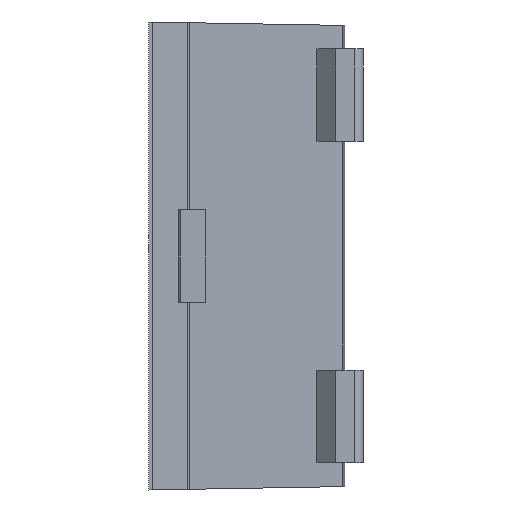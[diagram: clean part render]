
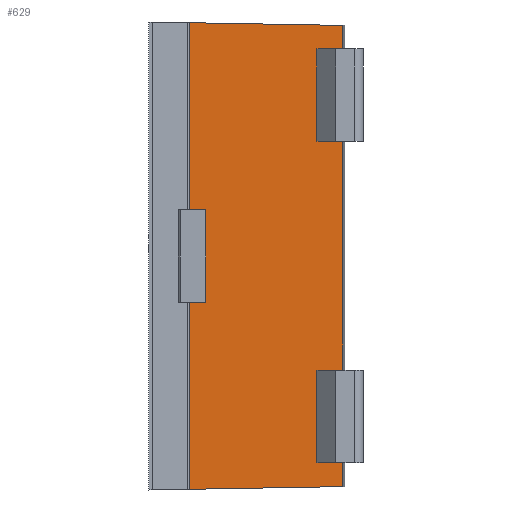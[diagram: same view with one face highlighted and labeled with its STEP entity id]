
A CAD part, left-side view. The second image highlights one B-rep face of the part: STEP entity #629.
In plain terms, the highlighted planar face has unit normal (-1, -0.019, 0).
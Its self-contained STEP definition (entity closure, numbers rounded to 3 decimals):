
#14=DIRECTION('',(-0.001,0.,-1.));
#15=VECTOR('',#14,1.302);
#16=CARTESIAN_POINT('',(7.084,4.15,-23.57));
#17=LINE('',#16,#15);
#18=DIRECTION('',(0.,0.,1.));
#19=VECTOR('',#18,25.235);
#20=CARTESIAN_POINT('',(6.923,12.469,-25.018));
#21=LINE('',#20,#19);
#22=DIRECTION('',(0.001,0.,-1.));
#23=VECTOR('',#22,1.272);
#24=CARTESIAN_POINT('',(7.083,4.15,0.072));
#25=LINE('',#24,#23);
#26=DIRECTION('',(-0.019,1.,0.));
#27=VECTOR('',#26,1.398);
#28=CARTESIAN_POINT('',(7.084,4.15,-1.2));
#29=LINE('',#28,#27);
#30=CARTESIAN_POINT('',(7.058,5.548,-1.2));
#31=CARTESIAN_POINT('',(7.058,5.548,-1.756));
#32=CARTESIAN_POINT('',(7.056,5.543,-2.867));
#33=CARTESIAN_POINT('',(7.056,5.543,-4.533));
#34=CARTESIAN_POINT('',(7.058,5.548,-5.644));
#35=CARTESIAN_POINT('',(7.058,5.548,-6.2));
#37=DIRECTION('',(-0.019,1.,0.));
#38=VECTOR('',#37,1.398);
#39=CARTESIAN_POINT('',(7.084,4.15,-6.2));
#40=LINE('',#39,#38);
#41=DIRECTION('',(0.,0.,-1.));
#42=VECTOR('',#41,12.37);
#43=CARTESIAN_POINT('',(7.084,4.15,-6.2));
#44=LINE('',#43,#42);
#45=DIRECTION('',(-0.019,1.,0.));
#46=VECTOR('',#45,1.398);
#47=CARTESIAN_POINT('',(7.084,4.15,-18.57));
#48=LINE('',#47,#46);
#49=CARTESIAN_POINT('',(7.058,5.548,-18.57));
#50=CARTESIAN_POINT('',(7.058,5.548,-19.126));
#51=CARTESIAN_POINT('',(7.056,5.543,-20.237));
#52=CARTESIAN_POINT('',(7.056,5.543,-21.903));
#53=CARTESIAN_POINT('',(7.058,5.548,-23.014));
#54=CARTESIAN_POINT('',(7.058,5.548,-23.57));
#56=DIRECTION('',(-0.019,1.,0.));
#57=VECTOR('',#56,1.398);
#58=CARTESIAN_POINT('',(7.084,4.15,-23.57));
#59=LINE('',#58,#57);
#189=DIRECTION('',(0.019,-1.,-0.017));
#190=VECTOR('',#189,8.322);
#191=CARTESIAN_POINT('',(6.923,12.469,0.218));
#192=LINE('',#191,#190);
#199=CARTESIAN_POINT('',(6.923,12.469,0.218));
#331=CARTESIAN_POINT('',(6.923,12.469,-25.018));
#333=DIRECTION('',(0.019,-1.,0.017));
#334=VECTOR('',#333,8.322);
#335=CARTESIAN_POINT('',(6.923,12.469,-25.018));
#336=LINE('',#335,#334);
#433=CARTESIAN_POINT('',(7.058,5.548,-1.2));
#435=VERTEX_POINT('',#433);
#440=CARTESIAN_POINT('',(7.084,4.15,-1.2));
#442=VERTEX_POINT('',#440);
#443=CARTESIAN_POINT('',(7.084,4.15,-23.57));
#445=VERTEX_POINT('',#443);
#453=CARTESIAN_POINT('',(7.058,5.548,-6.2));
#454=VERTEX_POINT('',#453);
#455=CARTESIAN_POINT('',(7.058,5.548,-23.57));
#456=VERTEX_POINT('',#455);
#457=CARTESIAN_POINT('',(7.058,5.548,-18.57));
#459=VERTEX_POINT('',#457);
#469=CARTESIAN_POINT('',(7.084,4.15,-6.2));
#470=VERTEX_POINT('',#469);
#471=CARTESIAN_POINT('',(7.084,4.15,-18.57));
#472=VERTEX_POINT('',#471);
#492=VERTEX_POINT('',#199);
#497=CARTESIAN_POINT('',(7.083,4.15,0.072));
#498=VERTEX_POINT('',#497);
#514=VERTEX_POINT('',#331);
#519=CARTESIAN_POINT('',(7.083,4.15,-24.872));
#520=VERTEX_POINT('',#519);
#599=CARTESIAN_POINT('',(6.923,12.469,0.));
#600=DIRECTION('',(-1.,-0.019,0.));
#601=DIRECTION('',(0.019,-1.,0.));
#602=AXIS2_PLACEMENT_3D('',#599,#600,#601);
#603=PLANE('',#602);
#605=ORIENTED_EDGE('',*,*,#604,.T.);
#607=ORIENTED_EDGE('',*,*,#606,.F.);
#608=ORIENTED_EDGE('',*,*,#589,.T.);
#610=ORIENTED_EDGE('',*,*,#609,.T.);
#612=ORIENTED_EDGE('',*,*,#611,.T.);
#614=ORIENTED_EDGE('',*,*,#613,.T.);
#616=ORIENTED_EDGE('',*,*,#615,.T.);
#618=ORIENTED_EDGE('',*,*,#617,.F.);
#620=ORIENTED_EDGE('',*,*,#619,.T.);
#622=ORIENTED_EDGE('',*,*,#621,.T.);
#624=ORIENTED_EDGE('',*,*,#623,.T.);
#626=ORIENTED_EDGE('',*,*,#625,.F.);
#627=EDGE_LOOP('',(#605,#607,#608,#610,#612,#614,#616,#618,#620,#622,#624,
#626));
#628=FACE_OUTER_BOUND('',#627,.F.);
#629=ADVANCED_FACE('',(#628),#603,.T.);
#36=B_SPLINE_CURVE_WITH_KNOTS('',3,(#30,#31,#32,#33,#34,#35),.UNSPECIFIED.,.F.,
.F.,(4,1,1,4),(0.,0.333,0.667,1.),.UNSPECIFIED.);
#55=B_SPLINE_CURVE_WITH_KNOTS('',3,(#49,#50,#51,#52,#53,#54),.UNSPECIFIED.,.F.,
.F.,(4,1,1,4),(0.,0.333,0.667,1.),.UNSPECIFIED.);
#589=EDGE_CURVE('',#514,#492,#21,.T.);
#604=EDGE_CURVE('',#445,#520,#17,.T.);
#606=EDGE_CURVE('',#514,#520,#336,.T.);
#609=EDGE_CURVE('',#492,#498,#192,.T.);
#611=EDGE_CURVE('',#498,#442,#25,.T.);
#613=EDGE_CURVE('',#442,#435,#29,.T.);
#615=EDGE_CURVE('',#435,#454,#36,.T.);
#617=EDGE_CURVE('',#470,#454,#40,.T.);
#619=EDGE_CURVE('',#470,#472,#44,.T.);
#621=EDGE_CURVE('',#472,#459,#48,.T.);
#623=EDGE_CURVE('',#459,#456,#55,.T.);
#625=EDGE_CURVE('',#445,#456,#59,.T.);
